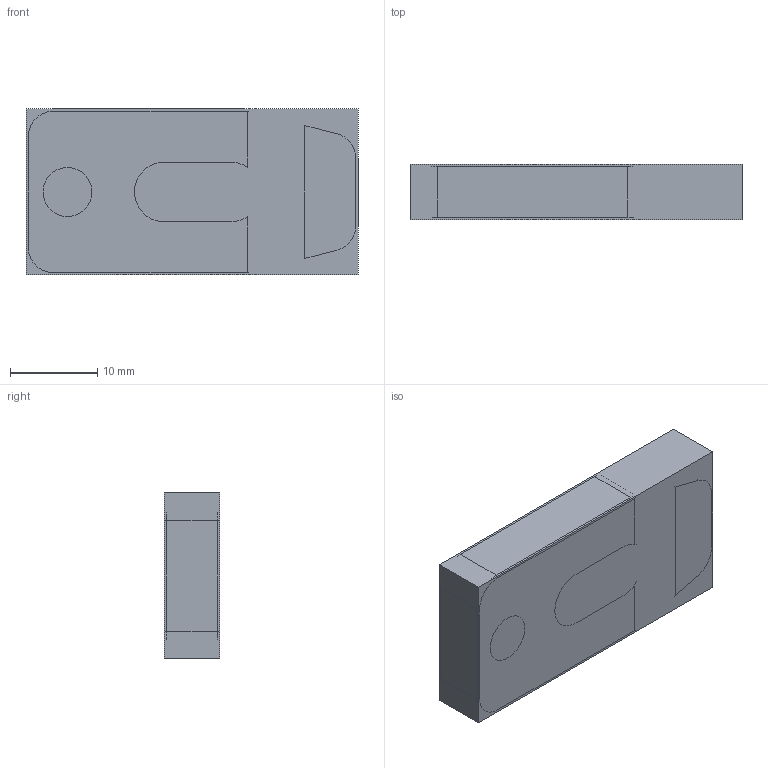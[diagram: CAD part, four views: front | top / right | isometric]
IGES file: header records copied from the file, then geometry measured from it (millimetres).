
Global section: file name: Clamp Arm (Screw ver) 1.5in_v2; native system: unknown; preprocessor: unknown; author: unknown; organization: unknown; date: 20200923.182949; units: inch
Bounding box: 38.1 x 6.35 x 19.05 mm (x, y, z)
Surface area: 4352.8 mm2
Topology: 2 solids, 2 shells, 72 faces, 170 edges, 102 vertices
Faces by surface type: bspline 72
